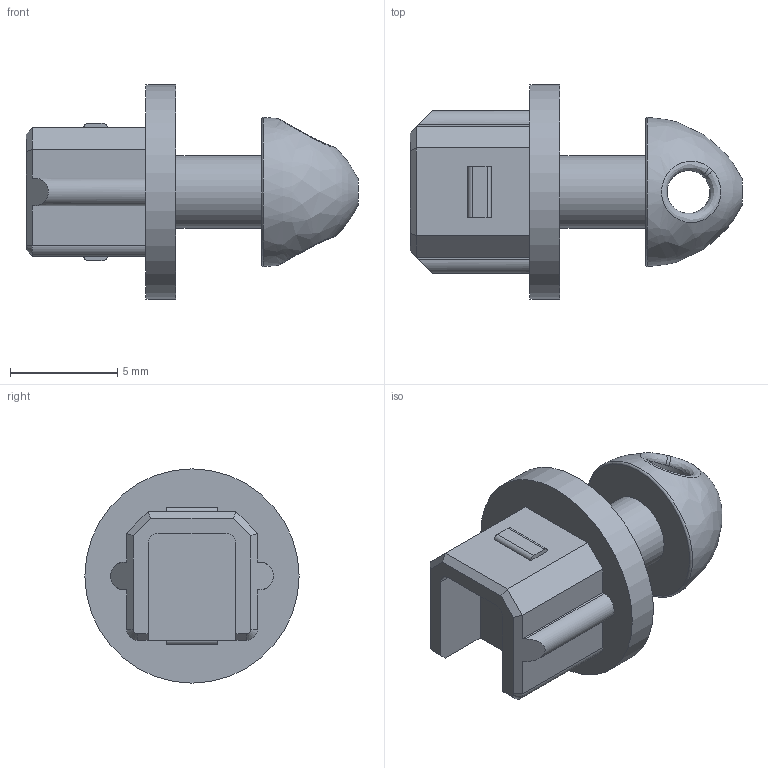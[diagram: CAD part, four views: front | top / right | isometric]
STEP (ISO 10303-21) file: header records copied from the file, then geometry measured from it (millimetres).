
FILE_DESCRIPTION(/* description */ (''),/* implementation_level */ '2;1');
FILE_NAME(/* name */ 'CP30297 Toslink.stp',/* time_stamp */ '2025-04-16T12:39:00+01:00',/* author */ ('tottley'),/* organization */ (''),/* preprocessor_version */ 'ST-DEVELOPER v20',/* originating_system */ 'Autodesk Inventor 2025',/* authorisation */ '');
FILE_SCHEMA (('AUTOMOTIVE_DESIGN { 1 0 10303 214 3 1 1 }'));
Length unit declared in the file: millimetre
Products named in the file (1): CP30297 Toslink
Bounding box: 15.5 x 10 x 10 mm (x, y, z)
Volume: 355.8 mm3; surface area: 592.6 mm2
Topology: 1 solids, 1 shells, 61 faces, 157 edges, 102 vertices
Faces by surface type: plane 38, cylinder 15, bspline 5, cone 2, torus 1
Full cylindrical faces by diameter (mm): 2 x1, 3.4 x1, 10 x1
Entity records: 2921 total; most frequent: CARTESIAN_POINT 1336, ORIENTED_EDGE 314, DIRECTION 288, EDGE_CURVE 157, LINE 104, VECTOR 104, VERTEX_POINT 102, AXIS2_PLACEMENT_3D 92
